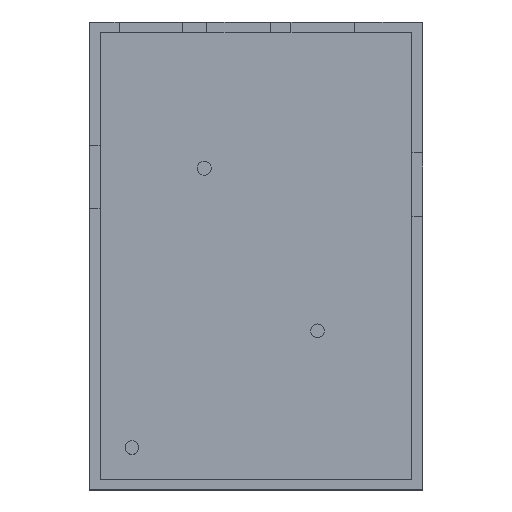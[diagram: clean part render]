
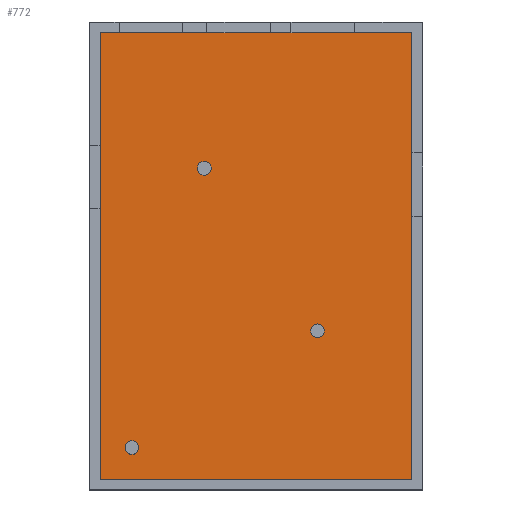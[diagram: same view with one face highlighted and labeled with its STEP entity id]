
A CAD part, top view. The second image highlights one B-rep face of the part: STEP entity #772.
In plain terms, the highlighted planar face has unit normal (0, 0, 1).
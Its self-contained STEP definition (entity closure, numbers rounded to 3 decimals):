
#21=CIRCLE('',#826,1.299);
#22=CIRCLE('',#828,1.299);
#23=CIRCLE('',#830,1.299);
#26=FACE_BOUND('',#110,.T.);
#27=FACE_BOUND('',#111,.T.);
#28=FACE_BOUND('',#112,.T.);
#67=FACE_OUTER_BOUND('',#109,.T.);
#109=EDGE_LOOP('',(#686,#687,#688,#689));
#110=EDGE_LOOP('',(#690));
#111=EDGE_LOOP('',(#691));
#112=EDGE_LOOP('',(#692));
#188=LINE('',#1178,#287);
#197=LINE('',#1193,#296);
#207=LINE('',#1216,#306);
#212=LINE('',#1240,#311);
#287=VECTOR('',#950,10.);
#296=VECTOR('',#961,10.);
#306=VECTOR('',#991,10.);
#311=VECTOR('',#1022,10.);
#366=VERTEX_POINT('',#1175);
#367=VERTEX_POINT('',#1177);
#372=VERTEX_POINT('',#1191);
#375=VERTEX_POINT('',#1215);
#379=VERTEX_POINT('',#1228);
#380=VERTEX_POINT('',#1232);
#381=VERTEX_POINT('',#1236);
#456=EDGE_CURVE('',#367,#366,#188,.T.);
#465=EDGE_CURVE('',#366,#372,#197,.T.);
#475=EDGE_CURVE('',#375,#367,#207,.T.);
#480=EDGE_CURVE('',#379,#379,#21,.T.);
#482=EDGE_CURVE('',#380,#380,#22,.T.);
#484=EDGE_CURVE('',#381,#381,#23,.T.);
#486=EDGE_CURVE('',#372,#375,#212,.T.);
#686=ORIENTED_EDGE('',*,*,#486,.T.);
#687=ORIENTED_EDGE('',*,*,#475,.T.);
#688=ORIENTED_EDGE('',*,*,#456,.T.);
#689=ORIENTED_EDGE('',*,*,#465,.T.);
#690=ORIENTED_EDGE('',*,*,#480,.T.);
#691=ORIENTED_EDGE('',*,*,#482,.T.);
#692=ORIENTED_EDGE('',*,*,#484,.T.);
#732=PLANE('',#832);
#772=ADVANCED_FACE('',(#67,#26,#27,#28),#732,.T.);
#826=AXIS2_PLACEMENT_3D('',#1229,#1007,#1008);
#828=AXIS2_PLACEMENT_3D('',#1233,#1012,#1013);
#830=AXIS2_PLACEMENT_3D('',#1237,#1017,#1018);
#832=AXIS2_PLACEMENT_3D('',#1241,#1023,#1024);
#950=DIRECTION('',(-1.,0.,0.));
#961=DIRECTION('',(0.,-1.,0.));
#991=DIRECTION('',(0.,1.,0.));
#1007=DIRECTION('center_axis',(0.,0.,-1.));
#1008=DIRECTION('ref_axis',(-1.,0.,0.));
#1012=DIRECTION('center_axis',(0.,0.,-1.));
#1013=DIRECTION('ref_axis',(-1.,0.,0.));
#1017=DIRECTION('center_axis',(0.,0.,-1.));
#1018=DIRECTION('ref_axis',(-1.,0.,0.));
#1022=DIRECTION('',(1.,0.,0.));
#1023=DIRECTION('center_axis',(0.,0.,1.));
#1024=DIRECTION('ref_axis',(1.,0.,0.));
#1175=CARTESIAN_POINT('',(3.,87.2,3.));
#1177=CARTESIAN_POINT('',(61.8,87.2,3.));
#1178=CARTESIAN_POINT('',(17.7,87.2,3.));
#1191=CARTESIAN_POINT('',(3.,3.,3.));
#1193=CARTESIAN_POINT('',(3.,24.05,3.));
#1215=CARTESIAN_POINT('',(61.8,3.,3.));
#1216=CARTESIAN_POINT('',(61.8,66.15,3.));
#1228=CARTESIAN_POINT('',(23.944,61.658,3.));
#1229=CARTESIAN_POINT('Origin',(22.645,61.658,3.));
#1232=CARTESIAN_POINT('',(45.299,31.,3.));
#1233=CARTESIAN_POINT('Origin',(44.,31.,3.));
#1236=CARTESIAN_POINT('',(10.299,9.,3.));
#1237=CARTESIAN_POINT('Origin',(9.,9.,3.));
#1240=CARTESIAN_POINT('',(47.1,3.,3.));
#1241=CARTESIAN_POINT('Origin',(32.4,45.1,3.));
